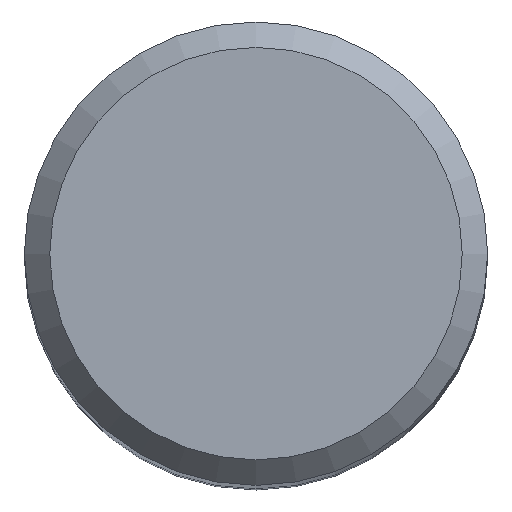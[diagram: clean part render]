
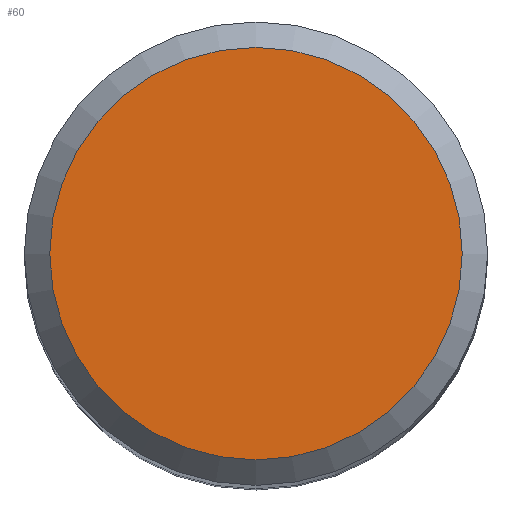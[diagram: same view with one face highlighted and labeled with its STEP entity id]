
A CAD part, top view. The second image highlights one B-rep face of the part: STEP entity #60.
In plain terms, the highlighted planar face has unit normal (0, 0, 1).
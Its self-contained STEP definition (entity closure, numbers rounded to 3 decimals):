
#52=PLANE('',#160);
#55=FACE_OUTER_BOUND('',#76,.T.);
#60=ADVANCED_FACE('',(#55),#52,.T.);
#76=EDGE_LOOP('',(#86));
#86=ORIENTED_EDGE('',*,*,#99,.F.);
#94=VERTEX_POINT('',#223);
#99=EDGE_CURVE('',#94,#94,#104,.T.);
#104=CIRCLE('',#157,4.947);
#157=AXIS2_PLACEMENT_3D('',#222,#177,#178);
#160=AXIS2_PLACEMENT_3D('',#227,#183,#184);
#177=DIRECTION('',(0.,0.,-1.));
#178=DIRECTION('',(-1.,0.,0.));
#183=DIRECTION('',(0.,0.,1.));
#184=DIRECTION('',(-1.,0.,0.));
#222=CARTESIAN_POINT('',(0.,0.,0.));
#223=CARTESIAN_POINT('',(-4.947,0.,0.));
#227=CARTESIAN_POINT('',(4.947,0.,0.));
